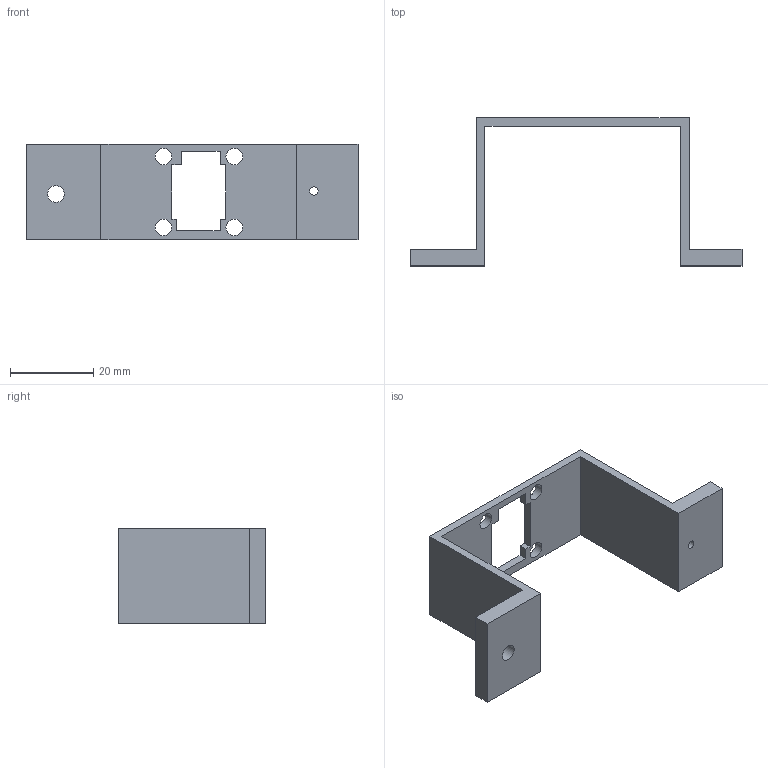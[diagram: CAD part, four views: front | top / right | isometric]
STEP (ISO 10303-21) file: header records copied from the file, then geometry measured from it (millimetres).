
FILE_DESCRIPTION(/* description */ (''),/* implementation_level */ '2;1');
FILE_NAME(/* name */ '',/* time_stamp */ '2025-12-30T16:01:37+03:00',/* author */ ('katya_notebook'),/* organization */ (''),/* preprocessor_version */ 'ST-DEVELOPER v20',/* originating_system */ 'Autodesk Inventor 2024',/* authorisation */ '');
FILE_SCHEMA (('AUTOMOTIVE_DESIGN { 1 0 10303 214 3 1 1 }'));
Length unit declared in the file: millimetre
Products named in the file (1): деталь крепление 
энкодера
Bounding box: 79.71 x 35.5 x 23 mm (x, y, z)
Volume: 7447.9 mm3; surface area: 7256.8 mm2
Topology: 1 solids, 1 shells, 32 faces, 90 edges, 63 vertices
Faces by surface type: plane 26, cylinder 6
Full cylindrical faces by diameter (mm): 2 x1, 4 x5
Entity records: 1112 total; most frequent: CARTESIAN_POINT 186, ORIENTED_EDGE 180, DIRECTION 168, EDGE_CURVE 90, LINE 78, VECTOR 78, VERTEX_POINT 60, EDGE_LOOP 46
